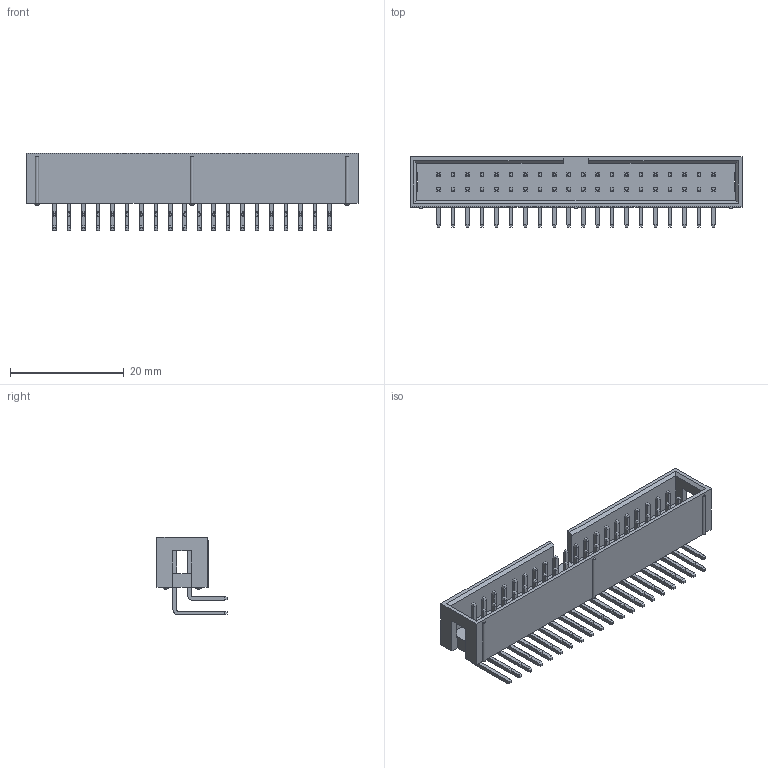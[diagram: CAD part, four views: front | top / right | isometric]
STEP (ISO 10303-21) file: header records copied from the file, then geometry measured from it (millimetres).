
FILE_DESCRIPTION (( 'STEP AP214' ), '1' );
FILE_NAME ('SBH11-PBPC-D20-RA-BK.STEP', '2024-08-17T07:06:42', ( '' ), ( '' ), 'SwSTEP 2.0', 'SolidWorks 2021', '' );
FILE_SCHEMA (( 'AUTOMOTIVE_DESIGN' ));
Length unit declared in the file: inch
Products named in the file (1): SBH11-PBPC-D20-RA-BK
Bounding box: 58.29 x 12.29 x 13.6 mm (x, y, z)
Volume: 2340.9 mm3; surface area: 5051 mm2
Topology: 41 solids, 41 shells, 935 faces, 2226 edges, 1376 vertices
Faces by surface type: plane 840, cylinder 83, torus 12
Entity records: 26838 total; most frequent: CARTESIAN_POINT 4538, ORIENTED_EDGE 4452, DIRECTION 4300, EDGE_CURVE 2226, VECTOR 2024, LINE 2024, VERTEX_POINT 1376, AXIS2_PLACEMENT_3D 1138
